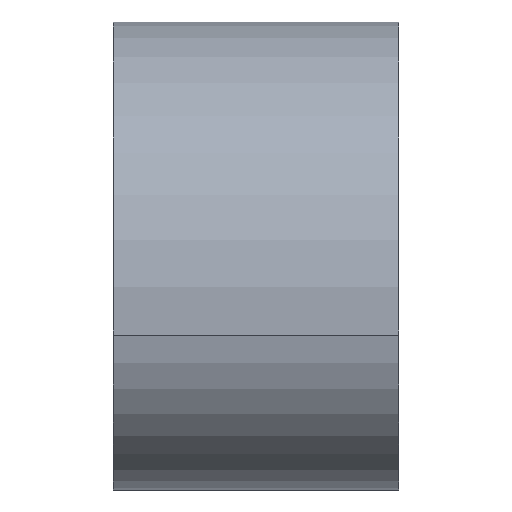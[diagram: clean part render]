
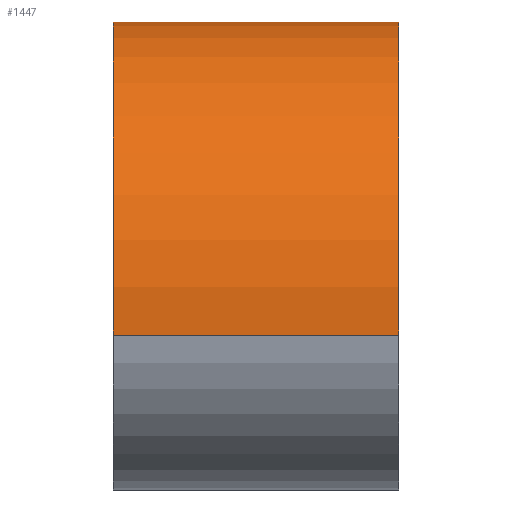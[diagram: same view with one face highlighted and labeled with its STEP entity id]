
A CAD part, front view. The second image highlights one B-rep face of the part: STEP entity #1447.
In plain terms, the highlighted cylindrical face has radius 15.904 mm (diameter 31.808 mm), a partial arc.
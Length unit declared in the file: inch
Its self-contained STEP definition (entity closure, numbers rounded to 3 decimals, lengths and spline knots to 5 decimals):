
#134=FACE_OUTER_BOUND($,#232,.T.);
#232=EDGE_LOOP($,(#1193,#1194,#1195,#1196));
#305=CIRCLE($,#1546,0.62614);
#310=CIRCLE($,#1552,0.62614);
#396=LINE($,#2228,#551);
#448=LINE($,#2379,#603);
#551=VECTOR($,#1779,0.625);
#603=VECTOR($,#1907,0.625);
#714=VERTEX_POINT($,#2224);
#716=VERTEX_POINT($,#2227);
#736=VERTEX_POINT($,#2283);
#741=VERTEX_POINT($,#2295);
#858=EDGE_CURVE($,#714,#716,#396,.T.);
#892=EDGE_CURVE($,#736,#714,#305,.F.);
#897=EDGE_CURVE($,#716,#741,#310,.T.);
#937=EDGE_CURVE($,#736,#741,#448,.T.);
#1193=ORIENTED_EDGE($,*,*,#892,.F.);
#1194=ORIENTED_EDGE($,*,*,#937,.T.);
#1195=ORIENTED_EDGE($,*,*,#897,.F.);
#1196=ORIENTED_EDGE($,*,*,#858,.F.);
#1401=CYLINDRICAL_SURFACE($,#1577,0.62614);
#1447=ADVANCED_FACE($,(#134),#1401,.T.);
#1546=AXIS2_PLACEMENT_3D($,#2285,#1826,#1827);
#1552=AXIS2_PLACEMENT_3D($,#2296,#1838,#1839);
#1577=AXIS2_PLACEMENT_3D($,#2386,#1914,#1915);
#1779=DIRECTION($,(-1.,0.,0.));
#1826=DIRECTION('center_axis',(-1.,0.,0.));
#1827=DIRECTION('ref_axis',(0.,0.,1.));
#1838=DIRECTION('center_axis',(-1.,0.,0.));
#1839=DIRECTION('ref_axis',(0.,0.,-1.));
#1907=DIRECTION($,(-1.,0.,0.));
#1914=DIRECTION('center_axis',(-1.,0.,0.));
#1915=DIRECTION('ref_axis',(0.,0.,1.));
#2224=CARTESIAN_POINT('',(0.625,-0.3733,-0.03563));
#2227=CARTESIAN_POINT('',(0.,-0.3733,-0.03563));
#2228=CARTESIAN_POINT($,(0.625,-0.3733,-0.03563));
#2283=CARTESIAN_POINT('',(0.625,0.25,0.65));
#2285=CARTESIAN_POINT('Origin',(0.625,0.25,0.02386));
#2295=CARTESIAN_POINT('',(0.,0.25,0.65));
#2296=CARTESIAN_POINT('Origin',(0.,0.25,0.02386));
#2379=CARTESIAN_POINT($,(0.625,0.25,0.65));
#2386=CARTESIAN_POINT('Origin',(3.09808,0.25,0.02386));
